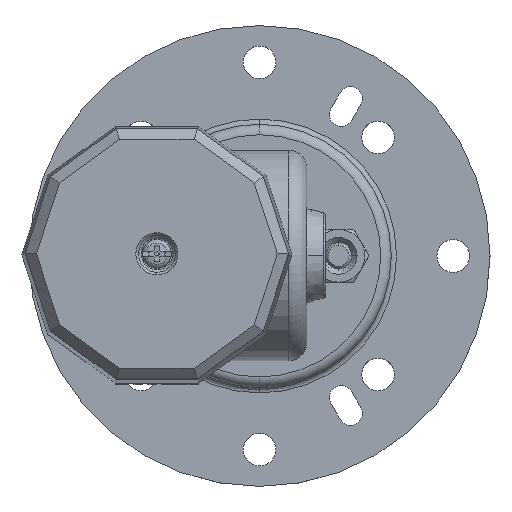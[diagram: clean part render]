
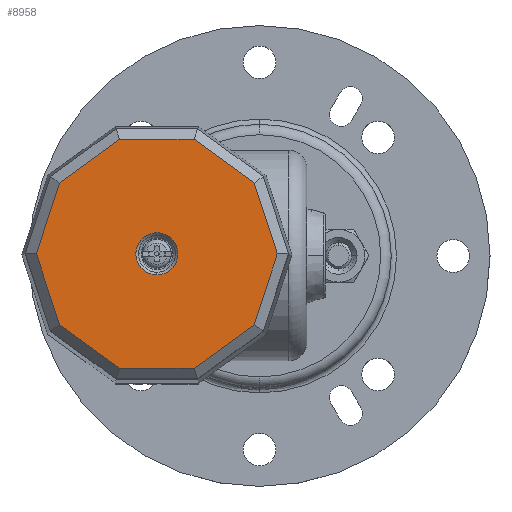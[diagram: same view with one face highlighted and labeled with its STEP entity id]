
A CAD part, top view. The second image highlights one B-rep face of the part: STEP entity #8958.
In plain terms, the highlighted planar face has unit normal (0, 0, 1).
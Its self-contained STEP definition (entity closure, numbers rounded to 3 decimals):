
#8190=CARTESIAN_POINT('',(-19.5,-4.,291.));
#8191=VERTEX_POINT('',#8190);
#8200=CARTESIAN_POINT('',(-19.5,4.,291.));
#8201=VERTEX_POINT('',#8200);
#8202=CARTESIAN_POINT('',(-19.5,0.,291.));
#8203=DIRECTION('',(0.0,0.0,1.0));
#8204=DIRECTION('',(0.0,-1.0,0.0));
#8205=AXIS2_PLACEMENT_3D('',#8202,#8203,#8204);
#8206=CIRCLE('',#8205,4.0);
#8207=EDGE_CURVE('',#8191,#8201,#8206,.T.);
#8696=CARTESIAN_POINT('',(-26.567,-21.75,291.));
#8697=VERTEX_POINT('',#8696);
#8698=CARTESIAN_POINT('',(-38.002,-13.442,291.));
#8699=VERTEX_POINT('',#8698);
#8700=CARTESIAN_POINT('',(-26.567,-21.75,291.));
#8701=DIRECTION('',(-0.809,0.588,0.0));
#8702=VECTOR('',#8701,14.134);
#8703=LINE('',#8700,#8702);
#8704=EDGE_CURVE('',#8697,#8699,#8703,.T.);
#8727=CARTESIAN_POINT('',(-42.369,0.,291.));
#8728=VERTEX_POINT('',#8727);
#8729=CARTESIAN_POINT('',(-38.002,-13.442,291.));
#8730=DIRECTION('',(-0.309,0.951,0.0));
#8731=VECTOR('',#8730,14.134);
#8732=LINE('',#8729,#8731);
#8733=EDGE_CURVE('',#8699,#8728,#8732,.T.);
#8751=CARTESIAN_POINT('',(-38.002,13.442,291.));
#8752=VERTEX_POINT('',#8751);
#8753=CARTESIAN_POINT('',(-42.369,0.,291.));
#8754=DIRECTION('',(0.309,0.951,0.0));
#8755=VECTOR('',#8754,14.134);
#8756=LINE('',#8753,#8755);
#8757=EDGE_CURVE('',#8728,#8752,#8756,.T.);
#8775=CARTESIAN_POINT('',(-26.567,21.75,291.));
#8776=VERTEX_POINT('',#8775);
#8777=CARTESIAN_POINT('',(-38.002,13.442,291.));
#8778=DIRECTION('',(0.809,0.588,0.0));
#8779=VECTOR('',#8778,14.134);
#8780=LINE('',#8777,#8779);
#8781=EDGE_CURVE('',#8752,#8776,#8780,.T.);
#8799=CARTESIAN_POINT('',(-12.433,21.75,291.));
#8800=VERTEX_POINT('',#8799);
#8801=CARTESIAN_POINT('',(-26.567,21.75,291.));
#8802=DIRECTION('',(1.0,0.0,0.0));
#8803=VECTOR('',#8802,14.134);
#8804=LINE('',#8801,#8803);
#8805=EDGE_CURVE('',#8776,#8800,#8804,.T.);
#8823=CARTESIAN_POINT('',(-0.998,13.442,291.));
#8824=VERTEX_POINT('',#8823);
#8825=CARTESIAN_POINT('',(-12.433,21.75,291.));
#8826=DIRECTION('',(0.809,-0.588,0.0));
#8827=VECTOR('',#8826,14.134);
#8828=LINE('',#8825,#8827);
#8829=EDGE_CURVE('',#8800,#8824,#8828,.T.);
#8847=CARTESIAN_POINT('',(3.369,0.,291.));
#8848=VERTEX_POINT('',#8847);
#8849=CARTESIAN_POINT('',(-0.998,13.442,291.));
#8850=DIRECTION('',(0.309,-0.951,0.0));
#8851=VECTOR('',#8850,14.134);
#8852=LINE('',#8849,#8851);
#8853=EDGE_CURVE('',#8824,#8848,#8852,.T.);
#8871=CARTESIAN_POINT('',(-0.998,-13.442,291.));
#8872=VERTEX_POINT('',#8871);
#8873=CARTESIAN_POINT('',(3.369,0.,291.));
#8874=DIRECTION('',(-0.309,-0.951,0.0));
#8875=VECTOR('',#8874,14.134);
#8876=LINE('',#8873,#8875);
#8877=EDGE_CURVE('',#8848,#8872,#8876,.T.);
#8895=CARTESIAN_POINT('',(-12.433,-21.75,291.));
#8896=VERTEX_POINT('',#8895);
#8897=CARTESIAN_POINT('',(-0.998,-13.442,291.));
#8898=DIRECTION('',(-0.809,-0.588,0.0));
#8899=VECTOR('',#8898,14.134);
#8900=LINE('',#8897,#8899);
#8901=EDGE_CURVE('',#8872,#8896,#8900,.T.);
#8919=CARTESIAN_POINT('',(-12.433,-21.75,291.));
#8920=DIRECTION('',(-1.0,0.0,0.0));
#8921=VECTOR('',#8920,14.134);
#8922=LINE('',#8919,#8921);
#8923=EDGE_CURVE('',#8896,#8697,#8922,.T.);
#8931=CARTESIAN_POINT('',(-44.656,-23.925,291.));
#8932=DIRECTION('',(0.0,0.0,1.0));
#8933=DIRECTION('',(1.0,0.0,0.0));
#8934=AXIS2_PLACEMENT_3D('',#8931,#8932,#8933);
#8935=PLANE('',#8934);
#8936=ORIENTED_EDGE('',*,*,#8704,.F.);
#8937=ORIENTED_EDGE('',*,*,#8923,.F.);
#8938=ORIENTED_EDGE('',*,*,#8901,.F.);
#8939=ORIENTED_EDGE('',*,*,#8877,.F.);
#8940=ORIENTED_EDGE('',*,*,#8853,.F.);
#8941=ORIENTED_EDGE('',*,*,#8829,.F.);
#8942=ORIENTED_EDGE('',*,*,#8805,.F.);
#8943=ORIENTED_EDGE('',*,*,#8781,.F.);
#8944=ORIENTED_EDGE('',*,*,#8757,.F.);
#8945=ORIENTED_EDGE('',*,*,#8733,.F.);
#8946=EDGE_LOOP('',(#8936,#8937,#8938,#8939,#8940,#8941,#8942,#8943,#8944,#8945));
#8947=FACE_OUTER_BOUND('',#8946,.T.);
#8948=CARTESIAN_POINT('',(-19.5,0.,291.));
#8949=DIRECTION('',(0.0,0.0,1.0));
#8950=DIRECTION('',(0.0,-1.0,0.0));
#8951=AXIS2_PLACEMENT_3D('',#8948,#8949,#8950);
#8952=CIRCLE('',#8951,4.0);
#8953=EDGE_CURVE('',#8201,#8191,#8952,.T.);
#8954=ORIENTED_EDGE('',*,*,#8953,.F.);
#8955=ORIENTED_EDGE('',*,*,#8207,.F.);
#8956=EDGE_LOOP('',(#8954,#8955));
#8957=FACE_BOUND('',#8956,.T.);
#8958=ADVANCED_FACE('',(#8947,#8957),#8935,.T.);
